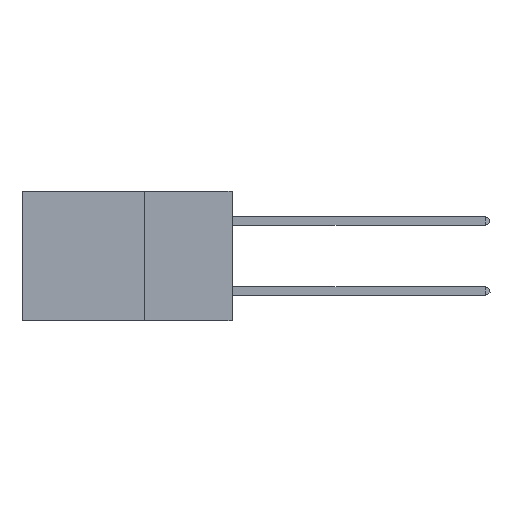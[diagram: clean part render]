
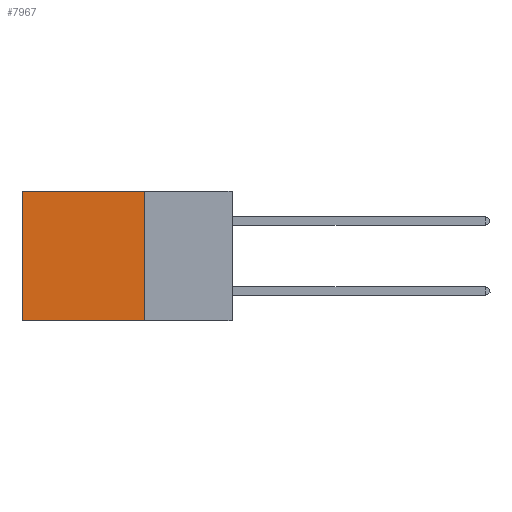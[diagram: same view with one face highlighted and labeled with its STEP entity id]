
A CAD part, left-side view. The second image highlights one B-rep face of the part: STEP entity #7967.
In plain terms, the highlighted planar face has unit normal (-1, 0, 0).
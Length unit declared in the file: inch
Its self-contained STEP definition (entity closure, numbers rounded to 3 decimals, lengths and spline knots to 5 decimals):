
#2110 = LINE ( 'NONE', #40707, #30289 ) ;
#4182 = CARTESIAN_POINT ( 'NONE',  ( 0.2875, 0.25, 0. ) ) ;
#4600 = VECTOR ( 'NONE', #17261, 39.37008 ) ;
#7967 = ADVANCED_FACE ( 'NONE', ( #27176 ), #27367, .F. ) ;
#8874 = VERTEX_POINT ( 'NONE', #27951 ) ;
#10456 = VERTEX_POINT ( 'NONE', #34755 ) ;
#10934 = VERTEX_POINT ( 'NONE', #39451 ) ;
#11163 = EDGE_CURVE ( 'NONE', #10456, #10934, #24062, .T. ) ;
#11388 = CARTESIAN_POINT ( 'NONE',  ( 0.2875, 0.25, 0. ) ) ;
#11798 = DIRECTION ( 'NONE',  ( 0., 0., -1. ) ) ;
#11988 = EDGE_LOOP ( 'NONE', ( #24560, #24173, #12453, #39706 ) ) ;
#12453 = ORIENTED_EDGE ( 'NONE', *, *, #11163, .F. ) ;
#13955 = VECTOR ( 'NONE', #33557, 39.37008 ) ;
#17029 = DIRECTION ( 'NONE',  ( 0., 0., -1. ) ) ;
#17261 = DIRECTION ( 'NONE',  ( 0., 1., 0. ) ) ;
#18465 = VECTOR ( 'NONE', #26126, 39.37008 ) ;
#20844 = DIRECTION ( 'NONE',  ( 1., 0., 0. ) ) ;
#24062 = LINE ( 'NONE', #11388, #13955 ) ;
#24173 = ORIENTED_EDGE ( 'NONE', *, *, #30084, .F. ) ;
#24560 = ORIENTED_EDGE ( 'NONE', *, *, #40253, .T. ) ;
#25929 = CARTESIAN_POINT ( 'NONE',  ( 0.2875, 0.25, -0.37 ) ) ;
#26126 = DIRECTION ( 'NONE',  ( 0., 1., 0. ) ) ;
#26790 = LINE ( 'NONE', #27221, #4600 ) ;
#27176 = FACE_OUTER_BOUND ( 'NONE', #11988, .T. ) ;
#27221 = CARTESIAN_POINT ( 'NONE',  ( 0.2875, 0.25, 0. ) ) ;
#27367 = PLANE ( 'NONE',  #31711 ) ;
#27951 = CARTESIAN_POINT ( 'NONE',  ( 0.2875, 0.6, 0. ) ) ;
#28048 = CARTESIAN_POINT ( 'NONE',  ( 0.2875, 0.6, -0.37 ) ) ;
#30084 = EDGE_CURVE ( 'NONE', #10934, #38973, #38978, .T. ) ;
#30289 = VECTOR ( 'NONE', #11798, 39.37008 ) ;
#31711 = AXIS2_PLACEMENT_3D ( 'NONE', #4182, #20844, #17029 ) ;
#33557 = DIRECTION ( 'NONE',  ( 0., 0., -1. ) ) ;
#34755 = CARTESIAN_POINT ( 'NONE',  ( 0.2875, 0.25, 0. ) ) ;
#38832 = EDGE_CURVE ( 'NONE', #10456, #8874, #26790, .T. ) ;
#38973 = VERTEX_POINT ( 'NONE', #28048 ) ;
#38978 = LINE ( 'NONE', #25929, #18465 ) ;
#39451 = CARTESIAN_POINT ( 'NONE',  ( 0.2875, 0.25, -0.37 ) ) ;
#39706 = ORIENTED_EDGE ( 'NONE', *, *, #38832, .T. ) ;
#40253 = EDGE_CURVE ( 'NONE', #8874, #38973, #2110, .T. ) ;
#40707 = CARTESIAN_POINT ( 'NONE',  ( 0.2875, 0.6, 0. ) ) ;
